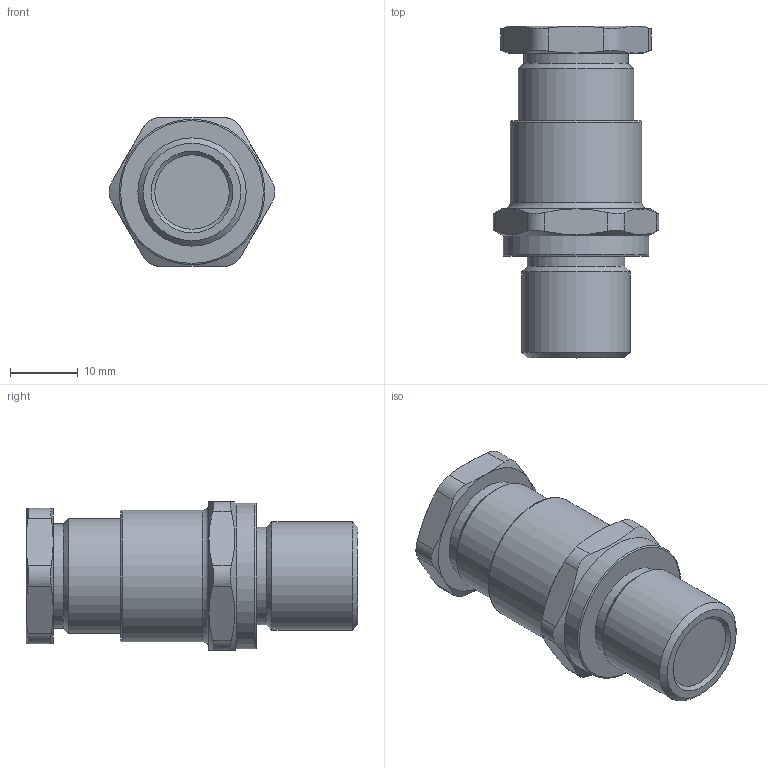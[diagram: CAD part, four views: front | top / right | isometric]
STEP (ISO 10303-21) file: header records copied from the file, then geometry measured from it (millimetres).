
FILE_DESCRIPTION(/* description */ (''),/* implementation_level */ '2;1');
FILE_NAME(/* name */ '',/* time_stamp */ '2023-12-13T16:49:30+07:00',/* author */ ('zeta-09'),/* organization */ (''),/* preprocessor_version */ 'ST-DEVELOPER v19.2',/* originating_system */ 'Autodesk Inventor 2024',/* authorisation */ '');
FILE_SCHEMA (('AUTOMOTIVE_DESIGN { 1 0 10303 214 3 1 1 }'));
Length unit declared in the file: millimetre
Products named in the file (1): Деталь3
Bounding box: 24.47 x 49 x 22 mm (x, y, z)
Volume: 12795 mm3; surface area: 3929.6 mm2
Topology: 1 solids, 1 shells, 65 faces, 152 edges, 95 vertices
Faces by surface type: cone 23, plane 20, cylinder 18, torus 4
Full cylindrical faces by diameter (mm): 14.38 x1, 15.38 x1, 16 x1, 17 x1, 19.4 x1, 21.5 x1
Entity records: 2084 total; most frequent: CARTESIAN_POINT 615, ORIENTED_EDGE 304, DIRECTION 267, EDGE_CURVE 152, AXIS2_PLACEMENT_3D 116, VERTEX_POINT 95, EDGE_LOOP 71, FACE_OUTER_BOUND 65
